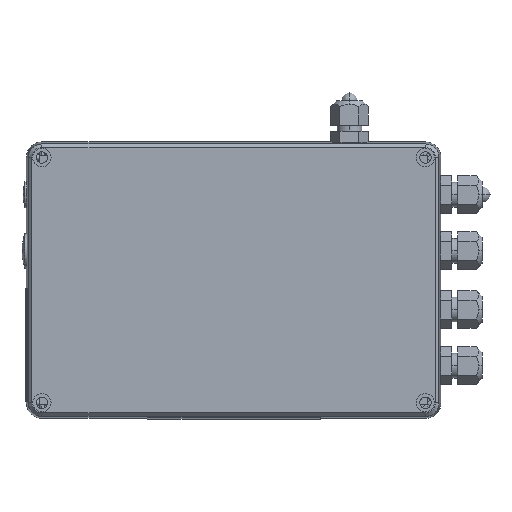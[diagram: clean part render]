
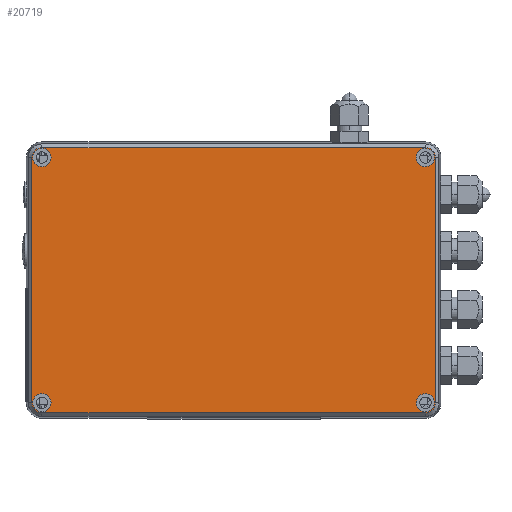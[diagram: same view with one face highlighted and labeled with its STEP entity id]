
A CAD part, front view. The second image highlights one B-rep face of the part: STEP entity #20719.
In plain terms, the highlighted planar face has unit normal (0, -1, 0).
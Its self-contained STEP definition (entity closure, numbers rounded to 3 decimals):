
#48 = AXIS2_PLACEMENT_3D ( 'NONE', #38554, #38468, #38409 ) ;
#668 = CARTESIAN_POINT ( 'NONE',  ( -111., -101., 71. ) ) ;
#767 = ORIENTED_EDGE ( 'NONE', *, *, #22987, .F. ) ;
#816 = EDGE_CURVE ( 'NONE', #43424, #18829, #73639, .T. ) ;
#920 = EDGE_CURVE ( 'NONE', #50016, #55017, #50996, .T. ) ;
#4476 = VERTEX_POINT ( 'NONE', #7533 ) ;
#5285 = CARTESIAN_POINT ( 'NONE',  ( 111., -101., -76.794 ) ) ;
#5930 = VERTEX_POINT ( 'NONE', #12125 ) ;
#6422 = DIRECTION ( 'NONE',  ( 0., 1., 0. ) ) ;
#6450 = CARTESIAN_POINT ( 'NONE',  ( 111., -101., 71. ) ) ;
#6482 = DIRECTION ( 'NONE',  ( 0., 0., 1. ) ) ;
#7533 = CARTESIAN_POINT ( 'NONE',  ( 116.795, -101., 71. ) ) ;
#8026 = AXIS2_PLACEMENT_3D ( 'NONE', #668, #41136, #6482 ) ;
#8192 = CARTESIAN_POINT ( 'NONE',  ( -116.795, -101., 71. ) ) ;
#8879 = CARTESIAN_POINT ( 'NONE',  ( -111., -101., -76.794 ) ) ;
#9231 = VERTEX_POINT ( 'NONE', #11805 ) ;
#11703 = CARTESIAN_POINT ( 'NONE',  ( -111., -101., -71. ) ) ;
#11805 = CARTESIAN_POINT ( 'NONE',  ( -111., -101., 65.7 ) ) ;
#11828 = FACE_BOUND ( 'NONE', #24299, .T. ) ;
#12100 = EDGE_CURVE ( 'NONE', #5930, #50016, #49961, .T. ) ;
#12125 = CARTESIAN_POINT ( 'NONE',  ( -116.794, -101., -71. ) ) ;
#12284 = DIRECTION ( 'NONE',  ( 0., 0., 1. ) ) ;
#13636 = VERTEX_POINT ( 'NONE', #36179 ) ;
#14265 = ORIENTED_EDGE ( 'NONE', *, *, #17148, .F. ) ;
#14616 = CARTESIAN_POINT ( 'NONE',  ( 111., -101., 76.794 ) ) ;
#15285 = EDGE_LOOP ( 'NONE', ( #74364, #74579 ) ) ;
#15521 = CARTESIAN_POINT ( 'NONE',  ( 111., -101., -76.3 ) ) ;
#16699 = ORIENTED_EDGE ( 'NONE', *, *, #18381, .F. ) ;
#16848 = DIRECTION ( 'NONE',  ( 0., -1., 0. ) ) ;
#17148 = EDGE_CURVE ( 'NONE', #9231, #42891, #33944, .T. ) ;
#17953 = ORIENTED_EDGE ( 'NONE', *, *, #57918, .F. ) ;
#18110 = AXIS2_PLACEMENT_3D ( 'NONE', #63831, #29250, #69645 ) ;
#18381 = EDGE_CURVE ( 'NONE', #38417, #5930, #59025, .T. ) ;
#18829 = VERTEX_POINT ( 'NONE', #50439 ) ;
#19559 = CARTESIAN_POINT ( 'NONE',  ( -111., -101., -71. ) ) ;
#20263 = AXIS2_PLACEMENT_3D ( 'NONE', #51397, #16848, #57215 ) ;
#20719 = ADVANCED_FACE ( 'NONE', ( #40801, #71489, #27231, #11828, #25438 ), #67452, .F. ) ;
#22978 = EDGE_CURVE ( 'NONE', #45794, #13636, #58408, .T. ) ;
#22987 = EDGE_CURVE ( 'NONE', #13636, #45794, #73758, .T. ) ;
#23927 = CARTESIAN_POINT ( 'NONE',  ( 111., -101., 71. ) ) ;
#24299 = EDGE_LOOP ( 'NONE', ( #27022, #53631 ) ) ;
#24696 = DIRECTION ( 'NONE',  ( 0., -1., 0. ) ) ;
#25408 = DIRECTION ( 'NONE',  ( 0., 0., 1. ) ) ;
#25436 = AXIS2_PLACEMENT_3D ( 'NONE', #61919, #27316, #67703 ) ;
#25438 = FACE_OUTER_BOUND ( 'NONE', #66567, .T. ) ;
#25954 = ORIENTED_EDGE ( 'NONE', *, *, #68248, .F. ) ;
#26650 = ORIENTED_EDGE ( 'NONE', *, *, #65169, .F. ) ;
#27022 = ORIENTED_EDGE ( 'NONE', *, *, #27081, .F. ) ;
#27081 = EDGE_CURVE ( 'NONE', #73811, #33235, #63850, .T. ) ;
#27231 = FACE_BOUND ( 'NONE', #30079, .T. ) ;
#27316 = DIRECTION ( 'NONE',  ( 0., 1., 0. ) ) ;
#27712 = CIRCLE ( 'NONE', #67671, 5.3 ) ;
#27790 = CARTESIAN_POINT ( 'NONE',  ( -111., -101., -76.794 ) ) ;
#29250 = DIRECTION ( 'NONE',  ( 0., 1., 0. ) ) ;
#29764 = DIRECTION ( 'NONE',  ( 0., 0., 1. ) ) ;
#30079 = EDGE_LOOP ( 'NONE', ( #767, #35134 ) ) ;
#30662 = DIRECTION ( 'NONE',  ( 0., -1., 0. ) ) ;
#30838 = AXIS2_PLACEMENT_3D ( 'NONE', #6450, #46902, #12284 ) ;
#30896 = DIRECTION ( 'NONE',  ( 0., 0., -1. ) ) ;
#32255 = DIRECTION ( 'NONE',  ( 0., -1., 0. ) ) ;
#32304 = ORIENTED_EDGE ( 'NONE', *, *, #60275, .F. ) ;
#32329 = DIRECTION ( 'NONE',  ( 0., 0., 1. ) ) ;
#32740 = DIRECTION ( 'NONE',  ( 0., 0., 1. ) ) ;
#33235 = VERTEX_POINT ( 'NONE', #15521 ) ;
#33288 = EDGE_CURVE ( 'NONE', #18829, #43424, #68950, .T. ) ;
#33764 = CARTESIAN_POINT ( 'NONE',  ( -111., -101., -71. ) ) ;
#33944 = CIRCLE ( 'NONE', #20263, 5.3 ) ;
#34623 = VECTOR ( 'NONE', #32740, 1000. ) ;
#34689 = AXIS2_PLACEMENT_3D ( 'NONE', #23927, #64314, #29764 ) ;
#35134 = ORIENTED_EDGE ( 'NONE', *, *, #22978, .F. ) ;
#35519 = CARTESIAN_POINT ( 'NONE',  ( -111., -101., 76.3 ) ) ;
#35758 = VERTEX_POINT ( 'NONE', #53168 ) ;
#36179 = CARTESIAN_POINT ( 'NONE',  ( 111., -101., 76.3 ) ) ;
#37926 = CIRCLE ( 'NONE', #46562, 5.794 ) ;
#38409 = DIRECTION ( 'NONE',  ( 0., 0., 1. ) ) ;
#38417 = VERTEX_POINT ( 'NONE', #8879 ) ;
#38468 = DIRECTION ( 'NONE',  ( 0., 1., 0. ) ) ;
#38489 = LINE ( 'NONE', #39867, #46587 ) ;
#38554 = CARTESIAN_POINT ( 'NONE',  ( -111., -101., 71. ) ) ;
#39597 = DIRECTION ( 'NONE',  ( 0., 0., 1. ) ) ;
#39606 = ORIENTED_EDGE ( 'NONE', *, *, #43423, .F. ) ;
#39867 = CARTESIAN_POINT ( 'NONE',  ( -111., -101., 76.794 ) ) ;
#40801 = FACE_BOUND ( 'NONE', #15285, .T. ) ;
#41088 = CARTESIAN_POINT ( 'NONE',  ( 111., -101., 71. ) ) ;
#41136 = DIRECTION ( 'NONE',  ( 0., -1., 0. ) ) ;
#41649 = LINE ( 'NONE', #27790, #70532 ) ;
#42009 = VERTEX_POINT ( 'NONE', #14616 ) ;
#42891 = VERTEX_POINT ( 'NONE', #35519 ) ;
#43423 = EDGE_CURVE ( 'NONE', #4476, #35758, #49520, .T. ) ;
#43424 = VERTEX_POINT ( 'NONE', #65214 ) ;
#44019 = AXIS2_PLACEMENT_3D ( 'NONE', #19559, #60000, #25408 ) ;
#45794 = VERTEX_POINT ( 'NONE', #59172 ) ;
#46562 = AXIS2_PLACEMENT_3D ( 'NONE', #41088, #6422, #46879 ) ;
#46587 = VECTOR ( 'NONE', #57248, 1000. ) ;
#46879 = DIRECTION ( 'NONE',  ( 0., 0., 1. ) ) ;
#46902 = DIRECTION ( 'NONE',  ( 0., -1., 0. ) ) ;
#47989 = AXIS2_PLACEMENT_3D ( 'NONE', #11703, #30662, #32329 ) ;
#49520 = LINE ( 'NONE', #59691, #63092 ) ;
#49823 = EDGE_CURVE ( 'NONE', #35758, #52124, #53115, .T. ) ;
#49961 = LINE ( 'NONE', #73134, #34623 ) ;
#50016 = VERTEX_POINT ( 'NONE', #8192 ) ;
#50439 = CARTESIAN_POINT ( 'NONE',  ( -111., -101., -76.3 ) ) ;
#50996 = CIRCLE ( 'NONE', #48, 5.795 ) ;
#51397 = CARTESIAN_POINT ( 'NONE',  ( -111., -101., 71. ) ) ;
#51802 = AXIS2_PLACEMENT_3D ( 'NONE', #33764, #74154, #39597 ) ;
#52124 = VERTEX_POINT ( 'NONE', #5285 ) ;
#52600 = ORIENTED_EDGE ( 'NONE', *, *, #12100, .F. ) ;
#53115 = CIRCLE ( 'NONE', #18110, 5.794 ) ;
#53168 = CARTESIAN_POINT ( 'NONE',  ( 116.795, -101., -71. ) ) ;
#53631 = ORIENTED_EDGE ( 'NONE', *, *, #66223, .F. ) ;
#55017 = VERTEX_POINT ( 'NONE', #60806 ) ;
#57215 = DIRECTION ( 'NONE',  ( 0., 0., 1. ) ) ;
#57248 = DIRECTION ( 'NONE',  ( 1., 0., 0. ) ) ;
#57918 = EDGE_CURVE ( 'NONE', #55017, #42009, #38489, .T. ) ;
#58408 = CIRCLE ( 'NONE', #30838, 5.3 ) ;
#59025 = CIRCLE ( 'NONE', #51802, 5.794 ) ;
#59172 = CARTESIAN_POINT ( 'NONE',  ( 111., -101., 65.7 ) ) ;
#59295 = CARTESIAN_POINT ( 'NONE',  ( 111., -101., -71. ) ) ;
#59691 = CARTESIAN_POINT ( 'NONE',  ( 116.795, -101., 71. ) ) ;
#60000 = DIRECTION ( 'NONE',  ( 0., -1., 0. ) ) ;
#60275 = EDGE_CURVE ( 'NONE', #42891, #9231, #62684, .T. ) ;
#60806 = CARTESIAN_POINT ( 'NONE',  ( -111., -101., 76.794 ) ) ;
#61104 = ORIENTED_EDGE ( 'NONE', *, *, #920, .F. ) ;
#61919 = CARTESIAN_POINT ( 'NONE',  ( -111., -101., 71. ) ) ;
#62684 = CIRCLE ( 'NONE', #8026, 5.3 ) ;
#63092 = VECTOR ( 'NONE', #30896, 1000. ) ;
#63831 = CARTESIAN_POINT ( 'NONE',  ( 111., -101., -71. ) ) ;
#63850 = CIRCLE ( 'NONE', #69761, 5.3 ) ;
#64314 = DIRECTION ( 'NONE',  ( 0., -1., 0. ) ) ;
#65063 = DIRECTION ( 'NONE',  ( 0., 0., 1. ) ) ;
#65169 = EDGE_CURVE ( 'NONE', #42009, #4476, #37926, .T. ) ;
#65214 = CARTESIAN_POINT ( 'NONE',  ( -111., -101., -65.7 ) ) ;
#66223 = EDGE_CURVE ( 'NONE', #33235, #73811, #27712, .T. ) ;
#66567 = EDGE_LOOP ( 'NONE', ( #66838, #39606, #26650, #17953, #61104, #52600, #16699, #25954 ) ) ;
#66816 = CARTESIAN_POINT ( 'NONE',  ( 111., -101., -71. ) ) ;
#66838 = ORIENTED_EDGE ( 'NONE', *, *, #49823, .F. ) ;
#67452 = PLANE ( 'NONE',  #25436 ) ;
#67671 = AXIS2_PLACEMENT_3D ( 'NONE', #59295, #24696, #65063 ) ;
#67703 = DIRECTION ( 'NONE',  ( 0., 0., 1. ) ) ;
#68175 = EDGE_LOOP ( 'NONE', ( #32304, #14265 ) ) ;
#68248 = EDGE_CURVE ( 'NONE', #52124, #38417, #41649, .T. ) ;
#68840 = CARTESIAN_POINT ( 'NONE',  ( 111., -101., -65.7 ) ) ;
#68950 = CIRCLE ( 'NONE', #44019, 5.3 ) ;
#69645 = DIRECTION ( 'NONE',  ( 0., 0., 1. ) ) ;
#69761 = AXIS2_PLACEMENT_3D ( 'NONE', #66816, #32255, #72635 ) ;
#70532 = VECTOR ( 'NONE', #73985, 1000. ) ;
#71489 = FACE_BOUND ( 'NONE', #68175, .T. ) ;
#72635 = DIRECTION ( 'NONE',  ( 0., 0., 1. ) ) ;
#73134 = CARTESIAN_POINT ( 'NONE',  ( -116.795, -101., 71. ) ) ;
#73639 = CIRCLE ( 'NONE', #47989, 5.3 ) ;
#73758 = CIRCLE ( 'NONE', #34689, 5.3 ) ;
#73811 = VERTEX_POINT ( 'NONE', #68840 ) ;
#73985 = DIRECTION ( 'NONE',  ( -1., 0., 0. ) ) ;
#74154 = DIRECTION ( 'NONE',  ( 0., 1., 0. ) ) ;
#74364 = ORIENTED_EDGE ( 'NONE', *, *, #816, .F. ) ;
#74579 = ORIENTED_EDGE ( 'NONE', *, *, #33288, .F. ) ;
